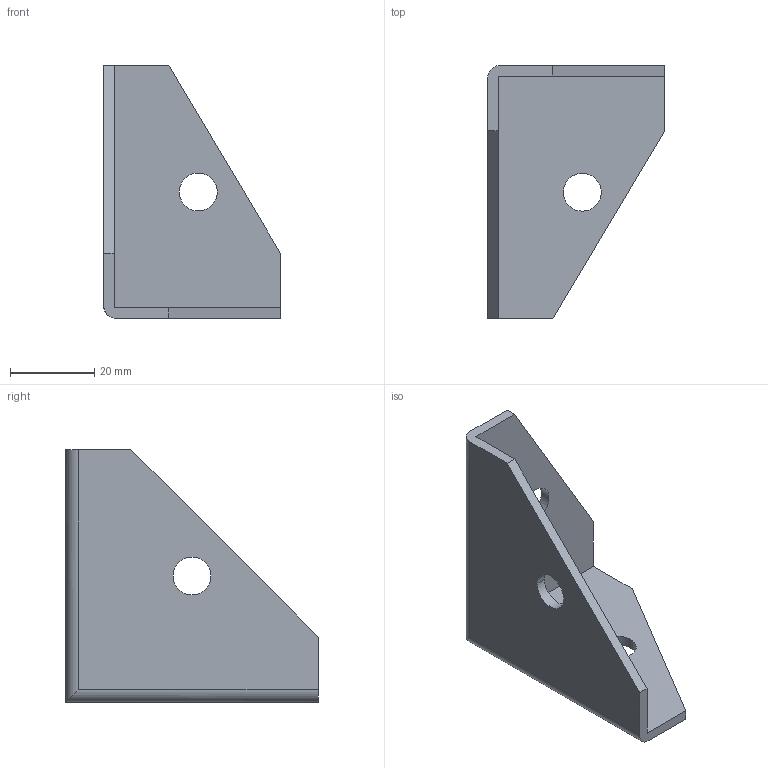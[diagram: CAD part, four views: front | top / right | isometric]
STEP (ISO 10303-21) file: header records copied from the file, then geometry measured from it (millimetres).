
FILE_DESCRIPTION (( 'STEP AP203' ), '1' );
FILE_NAME ('3_842_146_813_Bosch.step', '2024-06-04T12:37:05', ( '' ), ( '' ), 'SwSTEP 2.0', 'SolidWorks 2014', '' );
FILE_SCHEMA (( 'CONFIG_CONTROL_DESIGN' ));
Length unit declared in the file: millimetre
Products named in the file (1): 3_842_146_813_Bosch
Bounding box: 42 x 60 x 60 mm (x, y, z)
Volume: 14473.4 mm3; surface area: 12450.7 mm2
Topology: 1 solids, 1 shells, 20 faces, 53 edges, 35 vertices
Faces by surface type: plane 12, cylinder 8
Entity records: 721 total; most frequent: CARTESIAN_POINT 120, DIRECTION 108, ORIENTED_EDGE 106, EDGE_CURVE 53, VECTOR 38, LINE 38, VERTEX_POINT 35, AXIS2_PLACEMENT_3D 35
